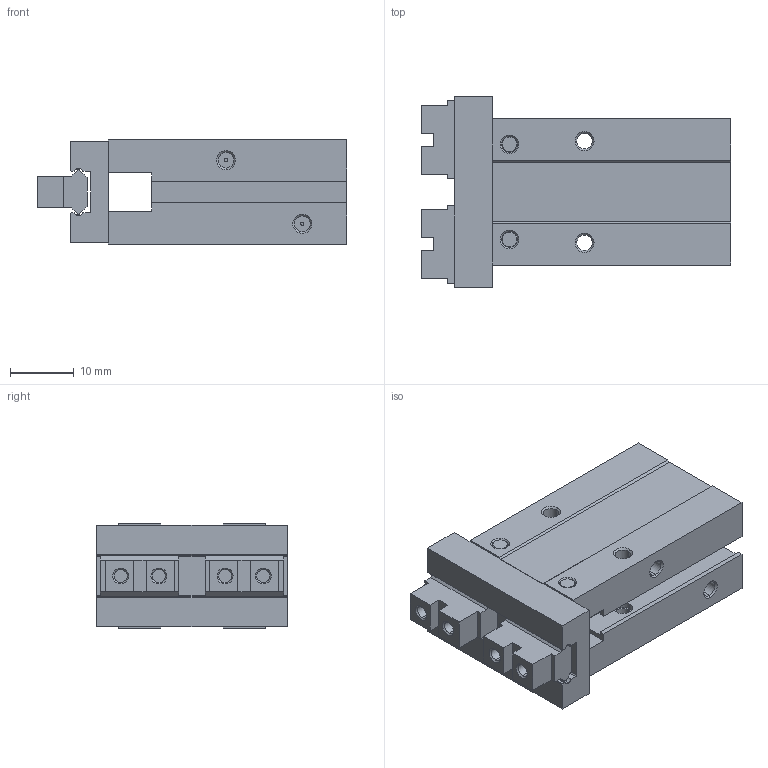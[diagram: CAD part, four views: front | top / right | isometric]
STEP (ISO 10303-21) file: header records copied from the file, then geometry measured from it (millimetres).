
FILE_DESCRIPTION (( 'STEP AP203' ), '1' );
FILE_NAME ('KP10MD-MB.step', '2017-07-18T20:17:07', ( '' ), ( '' ), 'SwSTEP 2.0', 'SolidWorks 2017', '' );
FILE_SCHEMA (( 'CONFIG_CONTROL_DESIGN' ));
Length unit declared in the file: millimetre
Products named in the file (4): KP10MD-MB-2; KP10MD-MB-3; KP10MD-MB; KP10MD-MB-1
Assembly tree (3 placements, depth 2):
  KP10MD-MB
    KP10MD-MB-1
    KP10MD-MB-2
    KP10MD-MB-3
Bounding box: 48.7 x 30 x 16.5 mm (x, y, z)
Volume: 14240.6 mm3; surface area: 7345.6 mm2
Topology: 3 solids, 3 shells, 228 faces, 552 edges, 350 vertices
Faces by surface type: plane 118, cylinder 56, cone 54
Entity records: 7150 total; most frequent: CARTESIAN_POINT 1430, ORIENTED_EDGE 1104, DIRECTION 1096, EDGE_CURVE 552, AXIS2_PLACEMENT_3D 408, VERTEX_POINT 350, VECTOR 280, LINE 280
